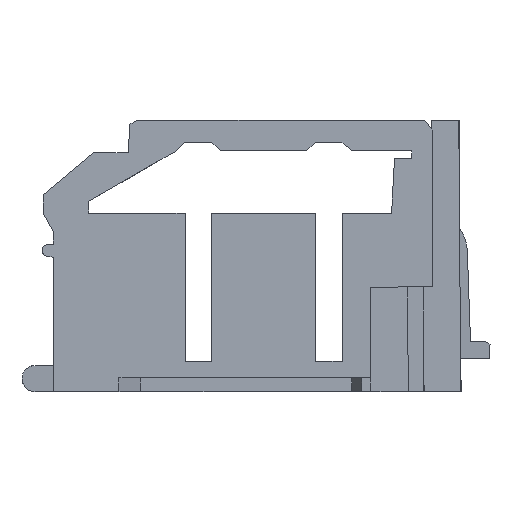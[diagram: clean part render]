
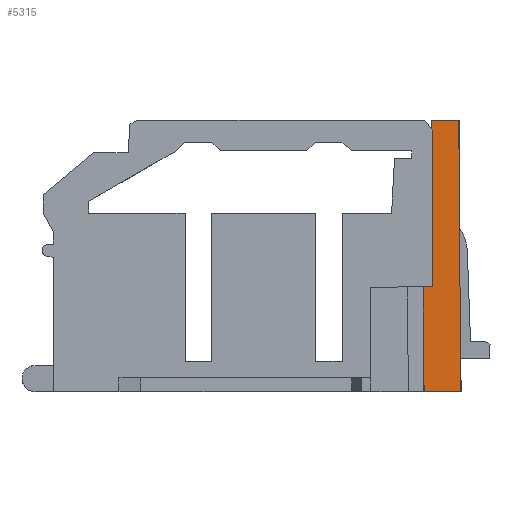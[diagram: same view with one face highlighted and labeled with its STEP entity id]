
A CAD part, left-side view. The second image highlights one B-rep face of the part: STEP entity #5315.
In plain terms, the highlighted planar face has unit normal (-1, 0, 0).
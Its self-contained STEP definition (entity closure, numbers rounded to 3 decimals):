
#24 = EDGE_CURVE ( 'NONE', #2156, #1096, #2982, .T. ) ;
#78 = ORIENTED_EDGE ( 'NONE', *, *, #1091, .T. ) ;
#80 = VECTOR ( 'NONE', #6142, 1000. ) ;
#271 = VERTEX_POINT ( 'NONE', #1817 ) ;
#366 = CARTESIAN_POINT ( 'NONE',  ( -35.796, -46.533, 35.296 ) ) ;
#472 = DIRECTION ( 'NONE',  ( 0., 0., 1. ) ) ;
#702 = CARTESIAN_POINT ( 'NONE',  ( -35.796, -46.533, 35.296 ) ) ;
#729 = VECTOR ( 'NONE', #2231, 1000. ) ;
#746 = EDGE_CURVE ( 'NONE', #271, #2156, #801, .T. ) ;
#801 = LINE ( 'NONE', #1755, #7716 ) ;
#1091 = EDGE_CURVE ( 'NONE', #3609, #2731, #7299, .T. ) ;
#1096 = VERTEX_POINT ( 'NONE', #3327 ) ;
#1289 = EDGE_CURVE ( 'NONE', #5068, #5840, #6182, .T. ) ;
#1301 = EDGE_CURVE ( 'NONE', #1096, #2731, #5899, .T. ) ;
#1528 = CARTESIAN_POINT ( 'NONE',  ( -35.796, -43.409, 31.15 ) ) ;
#1596 = EDGE_LOOP ( 'NONE', ( #4640, #6389, #2094, #7900, #6179, #78, #2821, #8027 ) ) ;
#1633 = EDGE_CURVE ( 'NONE', #5068, #3609, #3949, .T. ) ;
#1705 = DIRECTION ( 'NONE',  ( -1., 0., 0. ) ) ;
#1755 = CARTESIAN_POINT ( 'NONE',  ( -35.796, -46.702, 12.067 ) ) ;
#1817 = CARTESIAN_POINT ( 'NONE',  ( -35.796, -42.486, 12.036 ) ) ;
#1872 = CARTESIAN_POINT ( 'NONE',  ( -35.796, -43.547, 12.044 ) ) ;
#2094 = ORIENTED_EDGE ( 'NONE', *, *, #5851, .F. ) ;
#2127 = LINE ( 'NONE', #5832, #80 ) ;
#2156 = VERTEX_POINT ( 'NONE', #4582 ) ;
#2173 = VECTOR ( 'NONE', #3467, 1000. ) ;
#2231 = DIRECTION ( 'NONE',  ( 0., 0.643, 0.766 ) ) ;
#2689 = DIRECTION ( 'NONE',  ( 0., -1., 0.007 ) ) ;
#2731 = VERTEX_POINT ( 'NONE', #7701 ) ;
#2821 = ORIENTED_EDGE ( 'NONE', *, *, #1301, .F. ) ;
#2982 = LINE ( 'NONE', #1872, #4353 ) ;
#3201 = DIRECTION ( 'NONE',  ( 0., 1., 0. ) ) ;
#3327 = CARTESIAN_POINT ( 'NONE',  ( -35.796, -43.55, 30.044 ) ) ;
#3376 = AXIS2_PLACEMENT_3D ( 'NONE', #366, #1705, #472 ) ;
#3467 = DIRECTION ( 'NONE',  ( 0., -0.007, -1. ) ) ;
#3609 = VERTEX_POINT ( 'NONE', #1528 ) ;
#3949 = LINE ( 'NONE', #5470, #7812 ) ;
#4034 = VECTOR ( 'NONE', #4122, 1000. ) ;
#4039 = CARTESIAN_POINT ( 'NONE',  ( -35.796, -46.563, 31.15 ) ) ;
#4122 = DIRECTION ( 'NONE',  ( 0., -0.007, -1. ) ) ;
#4178 = LINE ( 'NONE', #7826, #6979 ) ;
#4353 = VECTOR ( 'NONE', #8071, 1000. ) ;
#4512 = DIRECTION ( 'NONE',  ( 0., -0.007, -1. ) ) ;
#4531 = PLANE ( 'NONE',  #3376 ) ;
#4582 = CARTESIAN_POINT ( 'NONE',  ( -35.796, -43.547, 12.044 ) ) ;
#4640 = ORIENTED_EDGE ( 'NONE', *, *, #746, .F. ) ;
#5068 = VERTEX_POINT ( 'NONE', #4039 ) ;
#5315 = ADVANCED_FACE ( 'NONE', ( #6737 ), #4531, .T. ) ;
#5470 = CARTESIAN_POINT ( 'NONE',  ( -35.796, -43.317, 31.15 ) ) ;
#5774 = CARTESIAN_POINT ( 'NONE',  ( -35.796, -43.55, 30.044 ) ) ;
#5832 = CARTESIAN_POINT ( 'NONE',  ( -35.796, -46.79, 0. ) ) ;
#5840 = VERTEX_POINT ( 'NONE', #7096 ) ;
#5851 = EDGE_CURVE ( 'NONE', #5840, #8093, #2127, .T. ) ;
#5899 = LINE ( 'NONE', #5774, #729 ) ;
#6142 = DIRECTION ( 'NONE',  ( 0., 1., 0. ) ) ;
#6179 = ORIENTED_EDGE ( 'NONE', *, *, #1633, .T. ) ;
#6182 = LINE ( 'NONE', #702, #4034 ) ;
#6389 = ORIENTED_EDGE ( 'NONE', *, *, #6740, .T. ) ;
#6737 = FACE_OUTER_BOUND ( 'NONE', #1596, .T. ) ;
#6740 = EDGE_CURVE ( 'NONE', #271, #8093, #4178, .T. ) ;
#6824 = CARTESIAN_POINT ( 'NONE',  ( -35.796, -43.317, 43.801 ) ) ;
#6979 = VECTOR ( 'NONE', #4512, 1000. ) ;
#7096 = CARTESIAN_POINT ( 'NONE',  ( -35.796, -46.79, 0. ) ) ;
#7299 = LINE ( 'NONE', #6824, #2173 ) ;
#7664 = CARTESIAN_POINT ( 'NONE',  ( -35.796, -42.573, 0. ) ) ;
#7701 = CARTESIAN_POINT ( 'NONE',  ( -35.796, -43.416, 30.204 ) ) ;
#7716 = VECTOR ( 'NONE', #2689, 1000. ) ;
#7812 = VECTOR ( 'NONE', #3201, 1000. ) ;
#7826 = CARTESIAN_POINT ( 'NONE',  ( -35.796, -42.317, 35.296 ) ) ;
#7900 = ORIENTED_EDGE ( 'NONE', *, *, #1289, .F. ) ;
#8027 = ORIENTED_EDGE ( 'NONE', *, *, #24, .F. ) ;
#8071 = DIRECTION ( 'NONE',  ( 0., 0., 1. ) ) ;
#8093 = VERTEX_POINT ( 'NONE', #7664 ) ;
